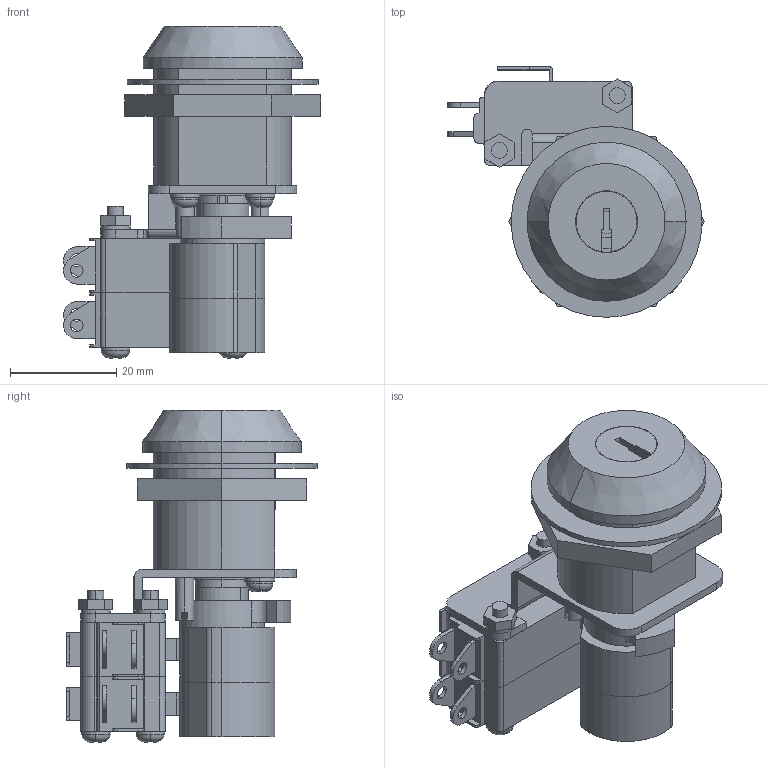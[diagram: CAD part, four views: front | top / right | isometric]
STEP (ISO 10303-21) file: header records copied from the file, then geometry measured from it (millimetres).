
FILE_DESCRIPTION (( 'STEP AP203' ), '1' );
FILE_NAME ('S-1-90-BC-2.STEP', '2012-04-05T05:32:01', ( '11sw' ), ( 'タキゲン製造株式会社' ), 'SwSTEP 2.0', 'SolidWorks 2011', '' );
FILE_SCHEMA (( 'CONFIG_CONTROL_DESIGN' ));
Length unit declared in the file: millimetre
Products named in the file (10): S-1-90-BC-2; S-1カム__ねじ付き; S-1僉乕僗僀僢僠__偹偠晅偒; S-1カム__標準; S-1キースイッチ__標準; S-1ストッパー_; S-1大ナット_; S-1パッキン_; S-1キャップ_; S-1本体__90度回転
Assembly tree (9 placements, depth 2):
  S-1-90-BC-2
    S-1ストッパー_
    S-1大ナット_
    S-1パッキン_
    S-1本体__90度回転
    S-1カム__標準
    S-1カム__ねじ付き
    S-1僉乕僗僀僢僠__偹偠晅偒
    S-1キャップ_
    S-1キースイッチ__標準
Bounding box: 48.47 x 47.3 x 62.6 mm (x, y, z)
Volume: 34206.6 mm3; surface area: 19802.2 mm2
Topology: 9 solids, 9 shells, 514 faces, 1349 edges, 889 vertices
Faces by surface type: plane 358, cylinder 142, torus 10, cone 4
Entity records: 17156 total; most frequent: CARTESIAN_POINT 3172, ORIENTED_EDGE 2698, DIRECTION 2656, EDGE_CURVE 1349, VECTOR 942, LINE 942, VERTEX_POINT 889, AXIS2_PLACEMENT_3D 857
